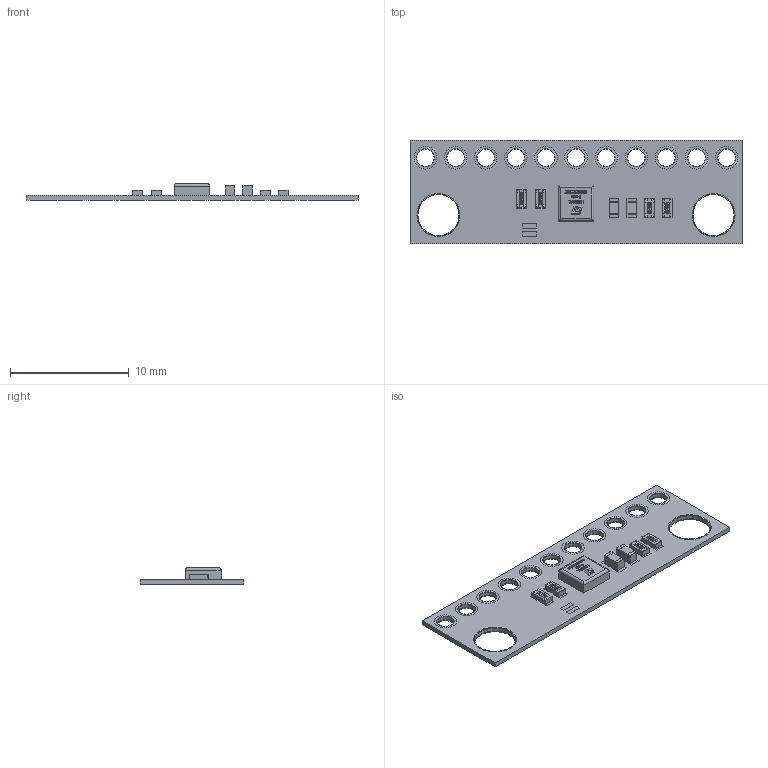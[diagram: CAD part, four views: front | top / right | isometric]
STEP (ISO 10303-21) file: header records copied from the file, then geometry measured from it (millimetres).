
FILE_DESCRIPTION(('CAx-IF Rec.Pracs.---Model Styling and Organization---1.5---2016-08-15','CAx-IF Rec.Pracs.---Geometric and Assembly Validation Properties---4.4---2016-08-17','CAx-IF Rec.Pracs.---User Defined Attributes---1.5---2016-08-15','CAx-IF Rec.Pracs.---External References---2.1---2005-01-19'),'2;1');
FILE_NAME('lis3dh_blue_module-plated.stp','2023-01-18T10:51:38',('Unspecified'),('Unspecified'),'CAD Exchanger 3.16.0 (cadexchanger.com)','Unspecified','');
FILE_SCHEMA(('AP242_MANAGED_MODEL_BASED_3D_ENGINEERING_MIM_LF { 1 0 10303 442 1 1 4 }'));
Length unit declared in the file: millimetre
Products named in the file (66): Board; 0603 cap; 0603 resistor-1; 0603 resistor; LIS331AL; Top Layer-1; Pad Hole-1; Top Layer; Pad Hole; Pad Free-0(10.1mm,0.8mm) on Top Layer; Pad Free-0(10.1mm,1.5mm) on Top Layer; Pad R4-2(21.7mm,3.6mm) on Top Layer; Pad R4-1(21.7mm,2.4mm) on Top Layer; Pad R3-2(20.2mm,3.6mm) on Top Layer; Pad R3-1(20.2mm,2.4mm) on Top Layer; Pad C2-1(18.7mm,2.375mm) on Top Layer; Pad C2-2(18.7mm,3.625mm) on Top Layer; Pad C1-1(17.2mm,2.375mm) on Top Layer; Pad C1-2(17.2mm,3.625mm) on Top Layer; Pad R1-2(9.4mm,4.4mm) on Top Layer; Pad R1-1(9.4mm,3.2mm) on Top Layer; Pad R2-2(11mm,4.4mm) on Top Layer; Pad R2-1(11mm,3.2mm) on Top Layer
Assembly tree (65 placements, depth 2):
  (unnamed)
    Board
    0603 cap
    0603 cap
    0603 resistor-1
    0603 resistor
    0603 resistor-1
    0603 resistor
    0603 resistor-1
    0603 resistor
    0603 resistor-1
    0603 resistor
    LIS331AL
    Top Layer-1
    Top Layer-1
    Pad Hole-1
    Top Layer-1
    Top Layer-1
    Pad Hole-1
    Top Layer
    Top Layer
    Pad Hole
    Top Layer
    Top Layer
    Pad Hole
    Top Layer
    Top Layer
    Pad Hole
    Top Layer
    Top Layer
    Pad Hole
    Top Layer
    Top Layer
    Pad Hole
    Top Layer
    Top Layer
    Pad Hole
    Top Layer
    Top Layer
    Pad Hole
    Top Layer
    Top Layer
    Pad Hole
    Top Layer
    Top Layer
    Pad Hole
    Top Layer
    Top Layer
    Pad Hole
    Top Layer
    Top Layer
    Pad Hole
    Pad Free-0(10.1mm,0.8mm) on Top Layer
    Pad Free-0(10.1mm,1.5mm) on Top Layer
    Pad R4-2(21.7mm,3.6mm) on Top Layer
    Pad R4-1(21.7mm,2.4mm) on Top Layer
    Pad R3-2(20.2mm,3.6mm) on Top Layer
    Pad R3-1(20.2mm,2.4mm) on Top Layer
    Pad C2-1(18.7mm,2.375mm) on Top Layer
    Pad C2-2(18.7mm,3.625mm) on Top Layer
Bounding box: 28 x 8.7 x 1.43 mm (x, y, z)
Volume: 106.1 mm3; surface area: 744.1 mm2
Topology: 65 solids, 65 shells, 1023 faces, 2783 edges, 1942 vertices
Faces by surface type: plane 659, extrusion 186, cylinder 146, sphere 32
Full cylindrical faces by diameter (mm): 0.2 x1, 1.46 x11, 1.5 x33, 1.9 x33, 3.46 x2, 3.5 x6, 3.625 x6
Entity records: 50190 total; most frequent: CARTESIAN_POINT 14453, ORIENTED_EDGE 5502, DIRECTION 4372, EDGE_CURVE 2751, VECTOR 1992, VERTEX_POINT 1942, LINE 1806, FACE_BOUND 1211
